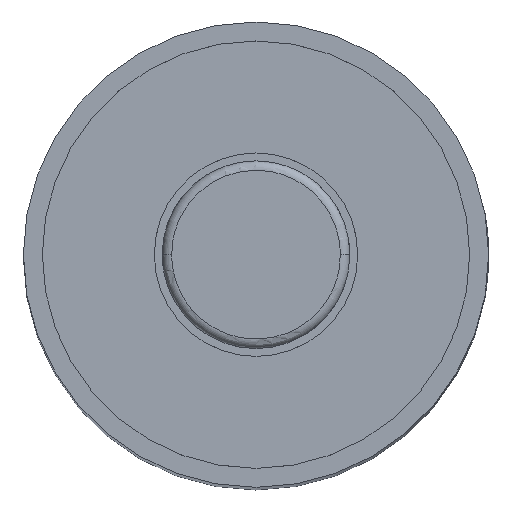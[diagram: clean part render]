
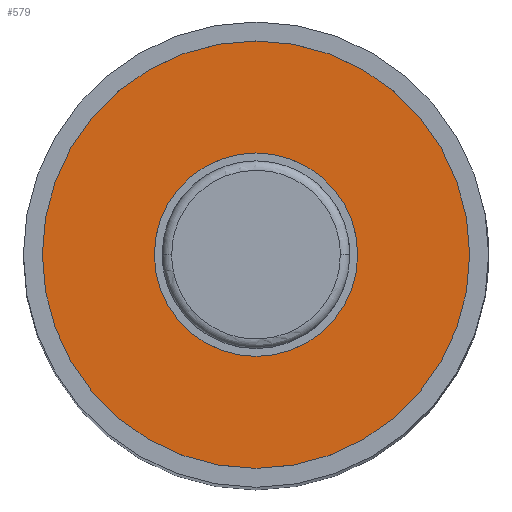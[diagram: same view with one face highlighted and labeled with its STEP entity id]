
A CAD part, top view. The second image highlights one B-rep face of the part: STEP entity #579.
In plain terms, the highlighted planar face has unit normal (0, 0, 1).
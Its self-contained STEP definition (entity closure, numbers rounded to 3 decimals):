
#4 = CARTESIAN_POINT ( 'NONE',  ( 0., 0., 15.9 ) ) ;
#24 = ORIENTED_EDGE ( 'NONE', *, *, #246, .T. ) ;
#61 = CARTESIAN_POINT ( 'NONE',  ( 0., 0., 15.9 ) ) ;
#72 = AXIS2_PLACEMENT_3D ( 'NONE', #61, #448, #257 ) ;
#81 = EDGE_LOOP ( 'NONE', ( #24, #666 ) ) ;
#82 = AXIS2_PLACEMENT_3D ( 'NONE', #243, #699, #444 ) ;
#83 = AXIS2_PLACEMENT_3D ( 'NONE', #114, #302, #235 ) ;
#93 = EDGE_CURVE ( 'NONE', #718, #139, #474, .T. ) ;
#114 = CARTESIAN_POINT ( 'NONE',  ( 0., 0., 15.9 ) ) ;
#139 = VERTEX_POINT ( 'NONE', #429 ) ;
#155 = EDGE_LOOP ( 'NONE', ( #434, #366 ) ) ;
#213 = EDGE_CURVE ( 'NONE', #139, #718, #301, .T. ) ;
#235 = DIRECTION ( 'NONE',  ( 1., 0., 0. ) ) ;
#243 = CARTESIAN_POINT ( 'NONE',  ( 0., 0., 15.9 ) ) ;
#246 = EDGE_CURVE ( 'NONE', #337, #305, #790, .T. ) ;
#257 = DIRECTION ( 'NONE',  ( 1., 0., 0. ) ) ;
#280 = DIRECTION ( 'NONE',  ( 1., 0., 0. ) ) ;
#284 = PLANE ( 'NONE',  #751 ) ;
#300 = FACE_BOUND ( 'NONE', #81, .T. ) ;
#301 = CIRCLE ( 'NONE', #464, 2.25 ) ;
#302 = DIRECTION ( 'NONE',  ( 0., 0., 1. ) ) ;
#305 = VERTEX_POINT ( 'NONE', #320 ) ;
#320 = CARTESIAN_POINT ( 'NONE',  ( -1.071, 0., 15.9 ) ) ;
#337 = VERTEX_POINT ( 'NONE', #380 ) ;
#350 = DIRECTION ( 'NONE',  ( 0., 0., 1. ) ) ;
#366 = ORIENTED_EDGE ( 'NONE', *, *, #213, .T. ) ;
#380 = CARTESIAN_POINT ( 'NONE',  ( 1.071, 0., 15.9 ) ) ;
#427 = CARTESIAN_POINT ( 'NONE',  ( 2.25, 0., 15.9 ) ) ;
#429 = CARTESIAN_POINT ( 'NONE',  ( -2.25, 0., 15.9 ) ) ;
#434 = ORIENTED_EDGE ( 'NONE', *, *, #93, .T. ) ;
#444 = DIRECTION ( 'NONE',  ( 1., 0., 0. ) ) ;
#446 = DIRECTION ( 'NONE',  ( 0., 0., 1. ) ) ;
#448 = DIRECTION ( 'NONE',  ( 0., 0., -1. ) ) ;
#464 = AXIS2_PLACEMENT_3D ( 'NONE', #4, #446, #655 ) ;
#474 = CIRCLE ( 'NONE', #83, 2.25 ) ;
#579 = ADVANCED_FACE ( 'NONE', ( #300, #831 ), #284, .T. ) ;
#655 = DIRECTION ( 'NONE',  ( 1., 0., 0. ) ) ;
#666 = ORIENTED_EDGE ( 'NONE', *, *, #828, .T. ) ;
#676 = CARTESIAN_POINT ( 'NONE',  ( 0., 0., 15.9 ) ) ;
#699 = DIRECTION ( 'NONE',  ( 0., 0., -1. ) ) ;
#713 = CIRCLE ( 'NONE', #82, 1.071 ) ;
#718 = VERTEX_POINT ( 'NONE', #427 ) ;
#751 = AXIS2_PLACEMENT_3D ( 'NONE', #676, #350, #280 ) ;
#790 = CIRCLE ( 'NONE', #72, 1.071 ) ;
#828 = EDGE_CURVE ( 'NONE', #305, #337, #713, .T. ) ;
#831 = FACE_OUTER_BOUND ( 'NONE', #155, .T. ) ;
